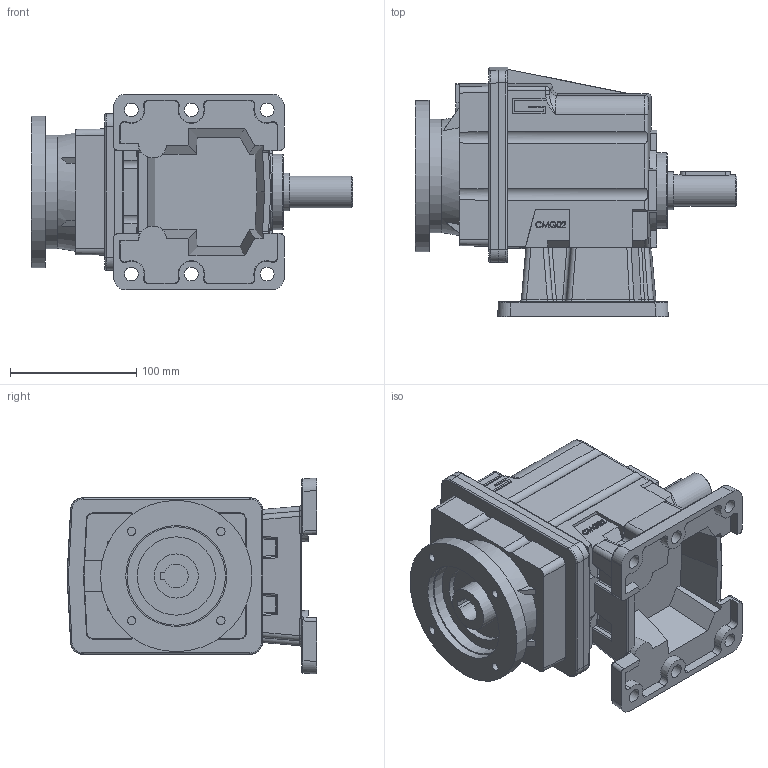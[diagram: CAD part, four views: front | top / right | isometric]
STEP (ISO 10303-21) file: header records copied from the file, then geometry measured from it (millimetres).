
FILE_DESCRIPTION( ( 'Unknown' ), '1' );
FILE_NAME( 'ADF4508781AC7B3F6BE187058BCD94F.3d.stp', 'Unknown', ( 'Unknown' ), ( 'Unknown' ), 'PSStep 10.1', 'Unknown', ' ' );
FILE_SCHEMA( ( 'AUTOMOTIVE_DESIGN { 1 0 10303 214 1 1 1 1 }' ) );
Length unit declared in the file: millimetre
Products named in the file (1): G0201
Bounding box: 255 x 198 x 155.26 mm (x, y, z)
Volume: 2466519.4 mm3; surface area: 219638.4 mm2
Topology: 1 solids, 9 shells, 659 faces, 1708 edges, 1090 vertices
Faces by surface type: plane 346, cylinder 152, cone 60, bspline 46, extrusion 33, torus 18, sphere 4
Full cylindrical faces by diameter (mm): 6 x2, 6.6 x4, 6.647 x1, 11 x6, 25 x1, 30 x1, 35 x1, 52 x1, 60 x1, 62 x1, 78 x1, 80 x1, 90 x1, 120 x1
Entity records: 30911 total; most frequent: CARTESIAN_POINT 9942, ORIENTED_EDGE 3244, DIRECTION 3191, EDGE_CURVE 1622, AXIS2_PLACEMENT_3D 1098, VERTEX_POINT 1066, VECTOR 995, LINE 962
